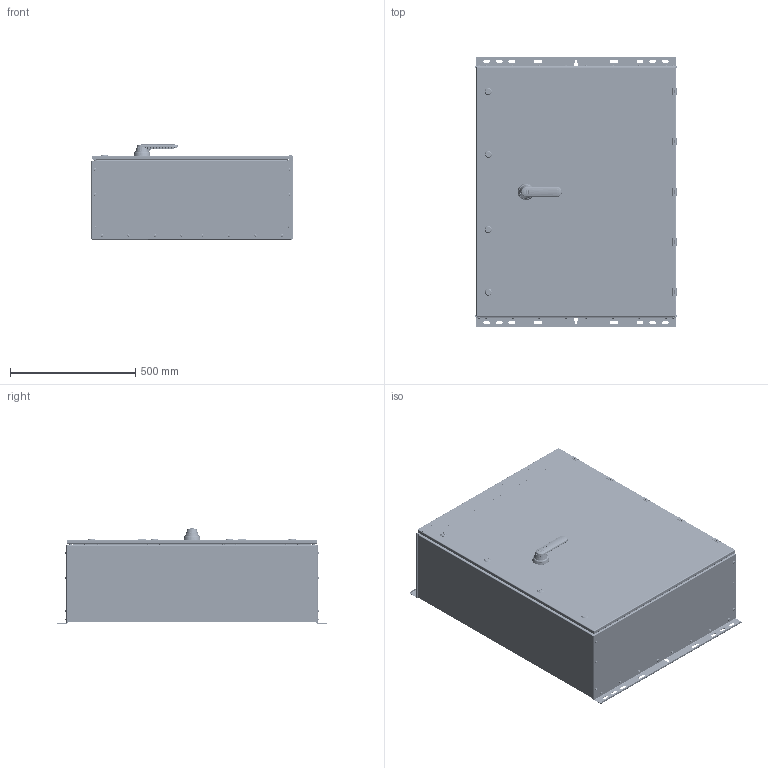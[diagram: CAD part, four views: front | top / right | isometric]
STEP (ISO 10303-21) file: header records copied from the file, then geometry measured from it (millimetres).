
FILE_DESCRIPTION((''),'2;1');
FILE_NAME('OS630BC2LUU3FZ_S115JPG_ASM','2018-02-27T',('FIMABER1'),(''),'CREO PARAMETRIC BY PTC INC, 2017170','CREO PARAMETRIC BY PTC INC, 2017170','');
FILE_SCHEMA(('CONFIG_CONTROL_DESIGN'));
Products named in the file (24): MSCZL8103CC_OMA; MSCZK810CC_OMA; MSCZY51_OMA; FPTNM5X8X-KOM_TX; OEZXL_5_BA_1; OEZXL_5_AA_1; OEZXL_5C_1; OEZXL5_OMA_ASM; FPTTM5X12X_TORX_1; YKLW3776_OMA; OTKM8103_OMA_ASM; OEZXL2_OMA; MSCZN830CC_OMA; FPTNM5X12_TX_IDEAS_A; CXBY68341-IDEAS_; CXBY_68340_8; CXBY_68339P3_9_; 001533_1_; CXBY_68344P5_13; CXBY_68345P4_9_; SONICLOCKM4X7_5_1; OH_145J_P306_3_OMA_ASM; OH_145J_-IDEAS_OMA_ASM; OS630BC2LUU3FZ_S115JPG_ASM
Assembly tree (77 placements, depth 4):
  OS630BC2LUU3FZ_S115JPG_ASM
    OTKM8103_OMA_ASM
      MSCZL8103CC_OMA
      MSCZK810CC_OMA
      MSCZY51_OMA  x4
      FPTNM5X8X-KOM_TX  x8
      OEZXL5_OMA_ASM  x5
        OEZXL_5_BA_1
        OEZXL_5_AA_1
        OEZXL_5C_1
      FPTTM5X12X_TORX_1  x5
      YKLW3776_OMA
    OEZXL2_OMA  x4
    MSCZN830CC_OMA  x2
    FPTNM5X12_TX_IDEAS_A  x32
    OH_145J_-IDEAS_OMA_ASM
      OH_145J_P306_3_OMA_ASM
        CXBY68341-IDEAS_
        CXBY_68340_8
        CXBY_68339P3_9_
        001533_1_
        CXBY_68344P5_13
        CXBY_68345P4_9_
        SONICLOCKM4X7_5_1  x2
Bounding box: 803.69 x 1079.49 x 380.37 mm (x, y, z)
Volume: 5461335.7 mm3; surface area: 6869095.8 mm2
Topology: 84 solids, 88 shells, 5323 faces, 13677 edges, 8736 vertices
Faces by surface type: plane 2780, cylinder 1687, bspline 296, torus 286, cone 218, sphere 41, extrusion 15
Entity records: 173105 total; most frequent: CARTESIAN_POINT 59231, ORIENTED_EDGE 18652, DIRECTION 18266, EDGE_CURVE 9326, AXIS2_PLACEMENT_3D 6592, VERTEX_POINT 6008, VECTOR 5082, LINE 5067
